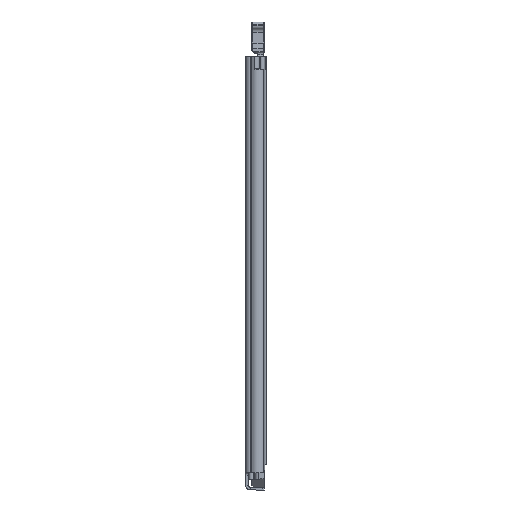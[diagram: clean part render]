
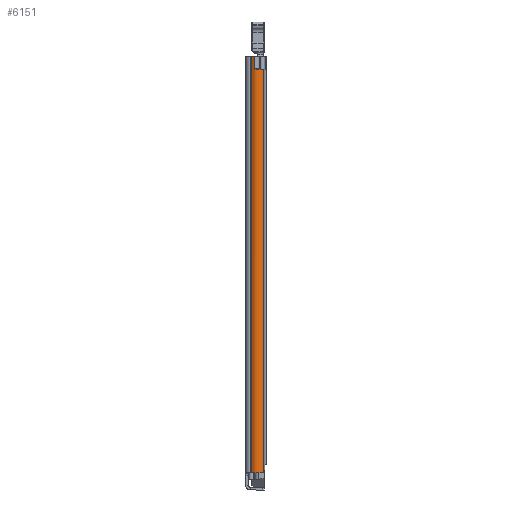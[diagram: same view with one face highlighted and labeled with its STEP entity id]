
A CAD part, front view. The second image highlights one B-rep face of the part: STEP entity #6151.
In plain terms, the highlighted cylindrical face has radius 7.6 mm (diameter 15.2 mm), a partial arc.
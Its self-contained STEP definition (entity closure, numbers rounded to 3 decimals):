
#12 = CARTESIAN_POINT ( 'NONE',  ( 8.413, -37.778, 0. ) ) ;
#369 = DIRECTION ( 'NONE',  ( 0., 0., -1. ) ) ;
#457 = CARTESIAN_POINT ( 'NONE',  ( 5.244, -35.891, -390.4 ) ) ;
#816 = VERTEX_POINT ( 'NONE', #25297 ) ;
#897 = ORIENTED_EDGE ( 'NONE', *, *, #2814, .F. ) ;
#1303 = DIRECTION ( 'NONE',  ( 0., 0., 1. ) ) ;
#1620 = ORIENTED_EDGE ( 'NONE', *, *, #30567, .T. ) ;
#2361 = EDGE_CURVE ( 'NONE', #28579, #26562, #21858, .T. ) ;
#2814 = EDGE_CURVE ( 'NONE', #4676, #29175, #24493, .T. ) ;
#3009 = DIRECTION ( 'NONE',  ( 0., 0., 1. ) ) ;
#4051 = DIRECTION ( 'NONE',  ( 0., 0., 1. ) ) ;
#4676 = VERTEX_POINT ( 'NONE', #27294 ) ;
#5050 = CARTESIAN_POINT ( 'NONE',  ( 10.602, -30.5, -390.4 ) ) ;
#5102 = ORIENTED_EDGE ( 'NONE', *, *, #11088, .F. ) ;
#5668 = VECTOR ( 'NONE', #4051, 1000. ) ;
#6151 = ADVANCED_FACE ( 'NONE', ( #9151 ), #31132, .T. ) ;
#6509 = LINE ( 'NONE', #24193, #5668 ) ;
#8123 = CARTESIAN_POINT ( 'NONE',  ( 16.488, -35.307, -12.2 ) ) ;
#8776 = VECTOR ( 'NONE', #22068, 1000. ) ;
#9151 = FACE_OUTER_BOUND ( 'NONE', #29863, .T. ) ;
#9454 = LINE ( 'NONE', #27130, #8776 ) ;
#10330 = AXIS2_PLACEMENT_3D ( 'NONE', #5050, #21799, #29964 ) ;
#10772 = ORIENTED_EDGE ( 'NONE', *, *, #2361, .T. ) ;
#10830 = VECTOR ( 'NONE', #12785, 1000. ) ;
#11088 = EDGE_CURVE ( 'NONE', #28579, #816, #9454, .T. ) ;
#12453 = LINE ( 'NONE', #20514, #10830 ) ;
#12785 = DIRECTION ( 'NONE',  ( 0., 0., 1. ) ) ;
#13618 = EDGE_CURVE ( 'NONE', #31177, #816, #28750, .T. ) ;
#13822 = CARTESIAN_POINT ( 'NONE',  ( 16.488, -35.307, -390.4 ) ) ;
#15818 = CARTESIAN_POINT ( 'NONE',  ( 10.602, -30.5, -12.2 ) ) ;
#16069 = DIRECTION ( 'NONE',  ( 1., 0., 0. ) ) ;
#18823 = EDGE_CURVE ( 'NONE', #4676, #31177, #12453, .T. ) ;
#20315 = AXIS2_PLACEMENT_3D ( 'NONE', #15818, #3009, #23660 ) ;
#20514 = CARTESIAN_POINT ( 'NONE',  ( 8.413, -37.778, -406.4 ) ) ;
#21799 = DIRECTION ( 'NONE',  ( 0., 0., 1. ) ) ;
#21858 = CIRCLE ( 'NONE', #10330, 7.6 ) ;
#22068 = DIRECTION ( 'NONE',  ( 0., 0., 1. ) ) ;
#23478 = ORIENTED_EDGE ( 'NONE', *, *, #18823, .T. ) ;
#23660 = DIRECTION ( 'NONE',  ( 1., 0., 0. ) ) ;
#24193 = CARTESIAN_POINT ( 'NONE',  ( 16.488, -35.307, -406.4 ) ) ;
#24493 = CIRCLE ( 'NONE', #20315, 7.6 ) ;
#25297 = CARTESIAN_POINT ( 'NONE',  ( 5.244, -35.891, 0. ) ) ;
#25614 = DIRECTION ( 'NONE',  ( 1., 0., 0. ) ) ;
#26562 = VERTEX_POINT ( 'NONE', #13822 ) ;
#27130 = CARTESIAN_POINT ( 'NONE',  ( 5.244, -35.891, -406.4 ) ) ;
#27160 = AXIS2_PLACEMENT_3D ( 'NONE', #28065, #369, #25614 ) ;
#27294 = CARTESIAN_POINT ( 'NONE',  ( 8.413, -37.778, -12.2 ) ) ;
#28065 = CARTESIAN_POINT ( 'NONE',  ( 10.602, -30.5, 0. ) ) ;
#28579 = VERTEX_POINT ( 'NONE', #457 ) ;
#28596 = ORIENTED_EDGE ( 'NONE', *, *, #13618, .T. ) ;
#28750 = CIRCLE ( 'NONE', #27160, 7.6 ) ;
#29175 = VERTEX_POINT ( 'NONE', #8123 ) ;
#29863 = EDGE_LOOP ( 'NONE', ( #10772, #1620, #897, #23478, #28596, #5102 ) ) ;
#29964 = DIRECTION ( 'NONE',  ( 1., 0., 0. ) ) ;
#30488 = AXIS2_PLACEMENT_3D ( 'NONE', #30973, #1303, #16069 ) ;
#30567 = EDGE_CURVE ( 'NONE', #26562, #29175, #6509, .T. ) ;
#30973 = CARTESIAN_POINT ( 'NONE',  ( 10.602, -30.5, -406.4 ) ) ;
#31132 = CYLINDRICAL_SURFACE ( 'NONE', #30488, 7.6 ) ;
#31177 = VERTEX_POINT ( 'NONE', #12 ) ;
